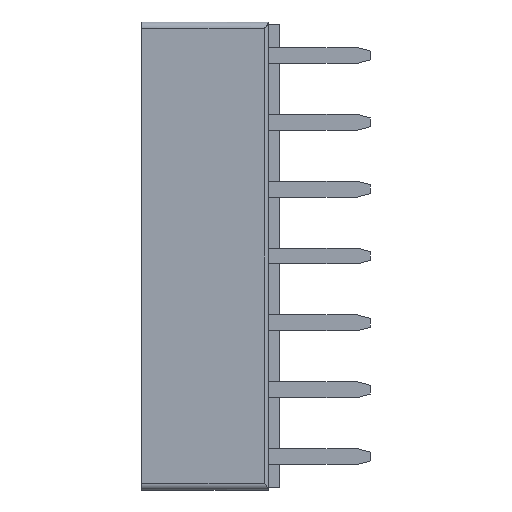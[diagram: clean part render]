
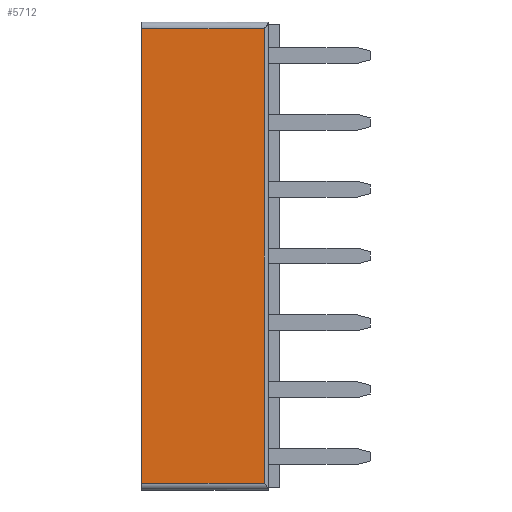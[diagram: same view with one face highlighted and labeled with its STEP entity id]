
A CAD part, left-side view. The second image highlights one B-rep face of the part: STEP entity #5712.
In plain terms, the highlighted planar face has unit normal (-1, 0, 0).
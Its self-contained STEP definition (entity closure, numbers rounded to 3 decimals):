
#330 = VERTEX_POINT ( 'NONE', #3166 ) ;
#855 = CARTESIAN_POINT ( 'NONE',  ( -5.08, 5.25, 8.64 ) ) ;
#1014 = LINE ( 'NONE', #8280, #8077 ) ;
#1083 = EDGE_CURVE ( 'NONE', #330, #4761, #1014, .T. ) ;
#1104 = DIRECTION ( 'NONE',  ( 0., 0., -1. ) ) ;
#1618 = EDGE_CURVE ( 'NONE', #330, #4790, #4779, .T. ) ;
#1707 = PLANE ( 'NONE',  #3241 ) ;
#2601 = ORIENTED_EDGE ( 'NONE', *, *, #4060, .T. ) ;
#2698 = DIRECTION ( 'NONE',  ( 0., 0., -1. ) ) ;
#2999 = ORIENTED_EDGE ( 'NONE', *, *, #1618, .T. ) ;
#3166 = CARTESIAN_POINT ( 'NONE',  ( -5.08, 0.58, 8.64 ) ) ;
#3203 = LINE ( 'NONE', #7456, #7283 ) ;
#3241 = AXIS2_PLACEMENT_3D ( 'NONE', #3882, #8200, #2698 ) ;
#3475 = CARTESIAN_POINT ( 'NONE',  ( -5.08, 0.58, -8.64 ) ) ;
#3736 = EDGE_LOOP ( 'NONE', ( #13840, #2999, #7916, #2601 ) ) ;
#3882 = CARTESIAN_POINT ( 'NONE',  ( -5.08, 0.58, 8.89 ) ) ;
#3942 = EDGE_CURVE ( 'NONE', #4790, #6372, #3203, .T. ) ;
#4060 = EDGE_CURVE ( 'NONE', #6372, #4761, #10037, .T. ) ;
#4761 = VERTEX_POINT ( 'NONE', #12958 ) ;
#4779 = LINE ( 'NONE', #11006, #10986 ) ;
#4790 = VERTEX_POINT ( 'NONE', #855 ) ;
#5712 = ADVANCED_FACE ( 'NONE', ( #11220 ), #1707, .F. ) ;
#6321 = DIRECTION ( 'NONE',  ( 0., 0., -1. ) ) ;
#6372 = VERTEX_POINT ( 'NONE', #13228 ) ;
#7283 = VECTOR ( 'NONE', #1104, 1000. ) ;
#7456 = CARTESIAN_POINT ( 'NONE',  ( -5.08, 5.25, 8.89 ) ) ;
#7916 = ORIENTED_EDGE ( 'NONE', *, *, #3942, .T. ) ;
#8077 = VECTOR ( 'NONE', #6321, 1000. ) ;
#8200 = DIRECTION ( 'NONE',  ( 1., 0., 0. ) ) ;
#8280 = CARTESIAN_POINT ( 'NONE',  ( -5.08, 0.58, 8.89 ) ) ;
#8900 = DIRECTION ( 'NONE',  ( 0., 1., 0. ) ) ;
#10037 = LINE ( 'NONE', #3475, #12443 ) ;
#10986 = VECTOR ( 'NONE', #8900, 1000. ) ;
#11006 = CARTESIAN_POINT ( 'NONE',  ( -5.08, 0.58, 8.64 ) ) ;
#11220 = FACE_OUTER_BOUND ( 'NONE', #3736, .T. ) ;
#11942 = DIRECTION ( 'NONE',  ( 0., -1., 0. ) ) ;
#12443 = VECTOR ( 'NONE', #11942, 1000. ) ;
#12958 = CARTESIAN_POINT ( 'NONE',  ( -5.08, 0.58, -8.64 ) ) ;
#13228 = CARTESIAN_POINT ( 'NONE',  ( -5.08, 5.25, -8.64 ) ) ;
#13840 = ORIENTED_EDGE ( 'NONE', *, *, #1083, .F. ) ;
